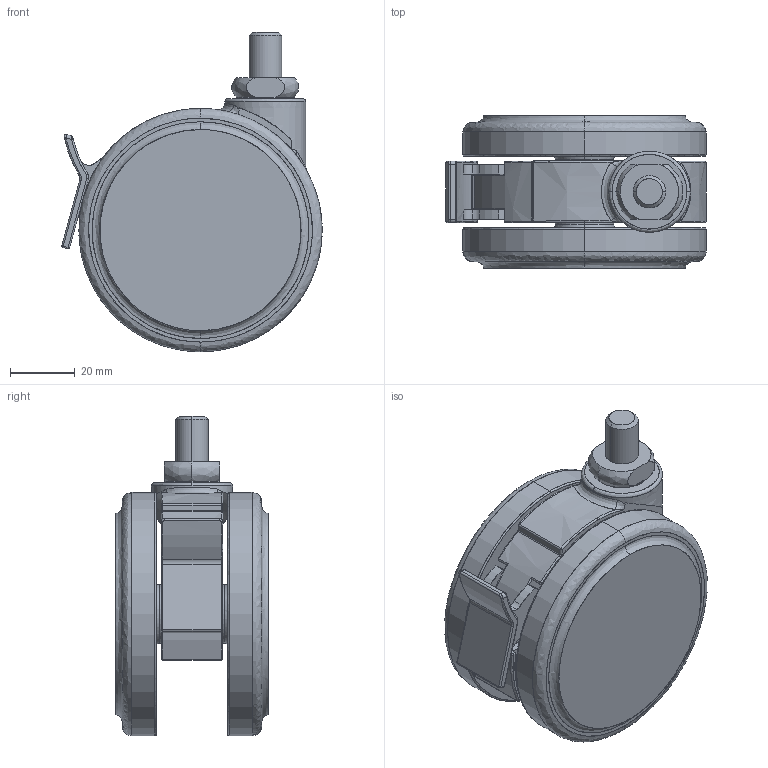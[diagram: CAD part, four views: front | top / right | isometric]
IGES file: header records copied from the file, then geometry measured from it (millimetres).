
Start section: SolidWorks IGES file using analytic representation for surfaces
Global section: file name: TCA_KFW075N10WS.IGS; native system: SolidWorks 2015; preprocessor: SolidWorks 2015; author: Yoshitsune; date: 160428.154112; units: millimetre
Bounding box: 80.25 x 47 x 98.5 mm (x, y, z)
Surface area: 39517.7 mm2 (no closed solid volume)
Topology: 0 solids, 0 shells, 269 faces, 3332 edges, 3318 vertices
Faces by surface type: revolution 137, bspline 132
